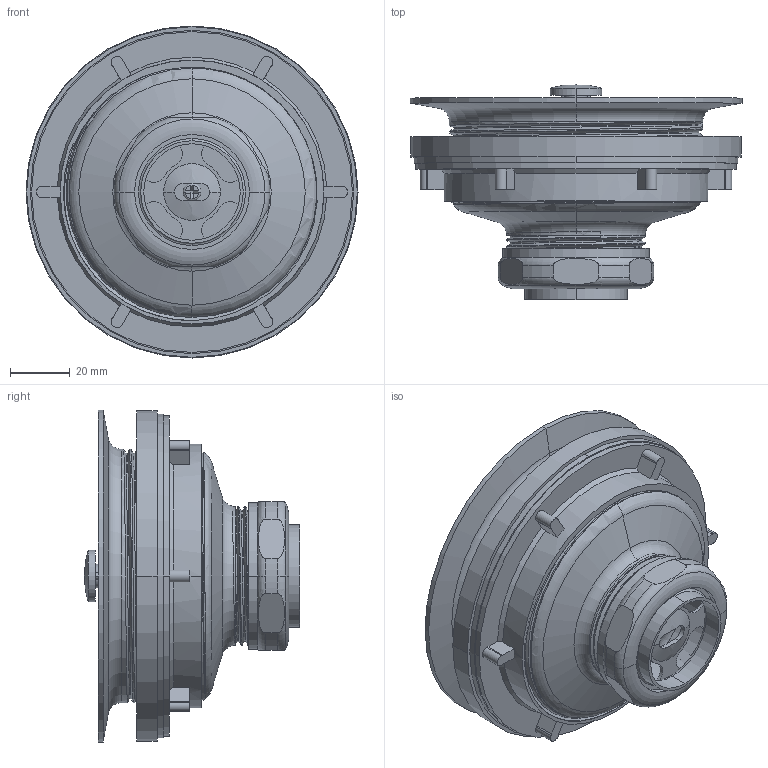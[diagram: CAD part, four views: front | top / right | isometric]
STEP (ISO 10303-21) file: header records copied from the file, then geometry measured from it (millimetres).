
FILE_DESCRIPTION((''),'2;1');
FILE_NAME('121_ASM','2021-10-25T11:27:18',('rsmith'),(''),'CREO PARAMETRIC BY PTC INC, 2018400','CREO PARAMETRIC BY PTC INC, 2018400','');
FILE_SCHEMA(('AUTOMOTIVE_DESIGN { 1 0 10303 214 1 1 1 1 }'));
Length unit declared in the file: inch
Products named in the file (13): 51023; 51024; 51025; 51027; 51028; 51026; 92866; 91714; 91716; 51022; 91715; 51018; 121_ASM
Assembly tree (12 placements, depth 2):
  121_ASM
    51023
    51024
    51025
    51027
    51028
    51026
    92866
    91714
    91716
    51022
    91715
    51018
Bounding box: 111.51 x 72.24 x 111.51 mm (x, y, z)
Volume: 110625.5 mm3; surface area: 115667.4 mm2
Topology: 12 solids, 12 shells, 597 faces, 1632 edges, 1056 vertices
Faces by surface type: cylinder 344, plane 129, bspline 51, torus 43, cone 26, sphere 4
Entity records: 39955 total; most frequent: CARTESIAN_POINT 19699, ORIENTED_EDGE 3256, DIRECTION 2964, EDGE_CURVE 1628, PRESENTATION_STYLE_ASSIGNMENT 1440, STYLED_ITEM 1440, CURVE_STYLE 1429, AXIS2_PLACEMENT_3D 1177
